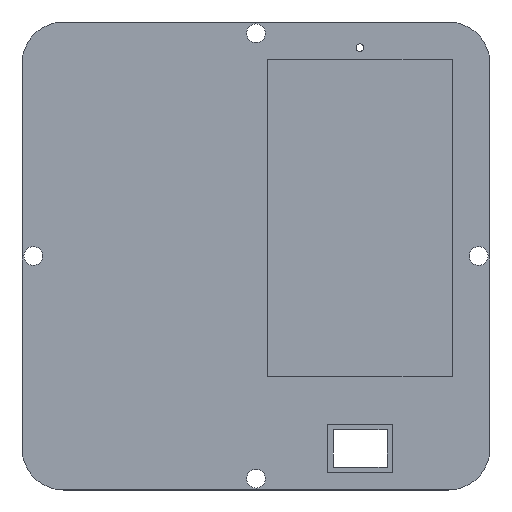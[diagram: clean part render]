
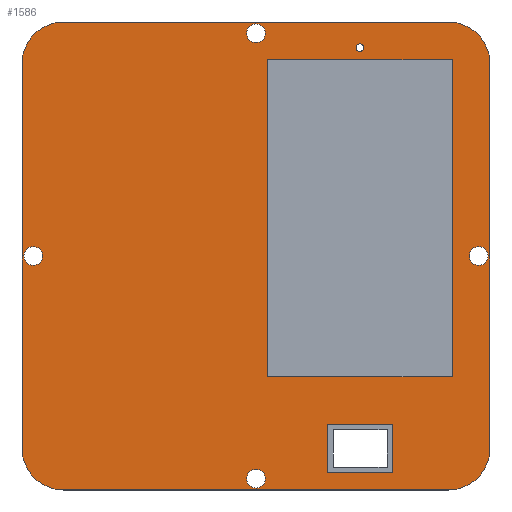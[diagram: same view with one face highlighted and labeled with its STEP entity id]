
A CAD part, top view. The second image highlights one B-rep face of the part: STEP entity #1586.
In plain terms, the highlighted planar face has unit normal (0, 0, 1).
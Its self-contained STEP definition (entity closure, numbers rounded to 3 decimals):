
#27=FACE_BOUND('',#235,.T.);
#28=FACE_BOUND('',#236,.T.);
#29=FACE_BOUND('',#237,.T.);
#30=FACE_BOUND('',#238,.T.);
#31=FACE_BOUND('',#239,.T.);
#32=FACE_BOUND('',#240,.T.);
#33=FACE_BOUND('',#241,.T.);
#67=PLANE('',#1715);
#142=FACE_OUTER_BOUND('',#234,.T.);
#234=EDGE_LOOP('',(#1199,#1200,#1201,#1202,#1203,#1204,#1205,#1206));
#235=EDGE_LOOP('',(#1207));
#236=EDGE_LOOP('',(#1208));
#237=EDGE_LOOP('',(#1209));
#238=EDGE_LOOP('',(#1210));
#239=EDGE_LOOP('',(#1211));
#240=EDGE_LOOP('',(#1212,#1213,#1214,#1215));
#241=EDGE_LOOP('',(#1216,#1217,#1218,#1219));
#360=LINE('',#2359,#538);
#362=LINE('',#2363,#540);
#364=LINE('',#2367,#542);
#366=LINE('',#2370,#544);
#369=LINE('',#2379,#547);
#371=LINE('',#2383,#549);
#372=LINE('',#2387,#550);
#373=LINE('',#2391,#551);
#374=LINE('',#2395,#552);
#375=LINE('',#2397,#553);
#376=LINE('',#2399,#554);
#377=LINE('',#2400,#555);
#538=VECTOR('',#1915,10.);
#540=VECTOR('',#1919,10.);
#542=VECTOR('',#1923,10.);
#544=VECTOR('',#1927,10.);
#547=VECTOR('',#1936,10.);
#549=VECTOR('',#1940,10.);
#550=VECTOR('',#1943,10.);
#551=VECTOR('',#1946,10.);
#552=VECTOR('',#1949,10.);
#553=VECTOR('',#1950,10.);
#554=VECTOR('',#1951,10.);
#555=VECTOR('',#1952,10.);
#686=CIRCLE('',#1671,1.);
#698=CIRCLE('',#1690,2.5);
#701=CIRCLE('',#1695,2.5);
#704=CIRCLE('',#1700,2.5);
#707=CIRCLE('',#1705,2.5);
#709=CIRCLE('',#1713,11.);
#710=CIRCLE('',#1716,11.);
#711=CIRCLE('',#1717,11.);
#712=CIRCLE('',#1718,11.);
#730=VERTEX_POINT('',#2249);
#758=VERTEX_POINT('',#2318);
#761=VERTEX_POINT('',#2328);
#764=VERTEX_POINT('',#2338);
#767=VERTEX_POINT('',#2348);
#769=VERTEX_POINT('',#2356);
#770=VERTEX_POINT('',#2358);
#771=VERTEX_POINT('',#2362);
#772=VERTEX_POINT('',#2366);
#773=VERTEX_POINT('',#2372);
#774=VERTEX_POINT('',#2373);
#775=VERTEX_POINT('',#2378);
#776=VERTEX_POINT('',#2382);
#777=VERTEX_POINT('',#2384);
#778=VERTEX_POINT('',#2386);
#779=VERTEX_POINT('',#2388);
#780=VERTEX_POINT('',#2390);
#781=VERTEX_POINT('',#2393);
#782=VERTEX_POINT('',#2394);
#783=VERTEX_POINT('',#2396);
#784=VERTEX_POINT('',#2398);
#879=EDGE_CURVE('',#730,#730,#686,.T.);
#913=EDGE_CURVE('',#758,#758,#698,.T.);
#918=EDGE_CURVE('',#761,#761,#701,.T.);
#923=EDGE_CURVE('',#764,#764,#704,.T.);
#928=EDGE_CURVE('',#767,#767,#707,.T.);
#932=EDGE_CURVE('',#770,#769,#360,.T.);
#934=EDGE_CURVE('',#771,#770,#362,.T.);
#936=EDGE_CURVE('',#772,#771,#364,.T.);
#938=EDGE_CURVE('',#769,#772,#366,.T.);
#939=EDGE_CURVE('',#773,#774,#709,.T.);
#942=EDGE_CURVE('',#775,#774,#369,.T.);
#944=EDGE_CURVE('',#773,#776,#371,.T.);
#945=EDGE_CURVE('',#777,#776,#710,.T.);
#946=EDGE_CURVE('',#777,#778,#372,.T.);
#947=EDGE_CURVE('',#779,#778,#711,.T.);
#948=EDGE_CURVE('',#779,#780,#373,.T.);
#949=EDGE_CURVE('',#775,#780,#712,.T.);
#950=EDGE_CURVE('',#781,#782,#374,.T.);
#951=EDGE_CURVE('',#782,#783,#375,.T.);
#952=EDGE_CURVE('',#783,#784,#376,.T.);
#953=EDGE_CURVE('',#784,#781,#377,.T.);
#1199=ORIENTED_EDGE('',*,*,#939,.F.);
#1200=ORIENTED_EDGE('',*,*,#944,.T.);
#1201=ORIENTED_EDGE('',*,*,#945,.F.);
#1202=ORIENTED_EDGE('',*,*,#946,.T.);
#1203=ORIENTED_EDGE('',*,*,#947,.F.);
#1204=ORIENTED_EDGE('',*,*,#948,.T.);
#1205=ORIENTED_EDGE('',*,*,#949,.F.);
#1206=ORIENTED_EDGE('',*,*,#942,.T.);
#1207=ORIENTED_EDGE('',*,*,#879,.T.);
#1208=ORIENTED_EDGE('',*,*,#913,.T.);
#1209=ORIENTED_EDGE('',*,*,#918,.T.);
#1210=ORIENTED_EDGE('',*,*,#923,.T.);
#1211=ORIENTED_EDGE('',*,*,#928,.T.);
#1212=ORIENTED_EDGE('',*,*,#936,.T.);
#1213=ORIENTED_EDGE('',*,*,#934,.T.);
#1214=ORIENTED_EDGE('',*,*,#932,.T.);
#1215=ORIENTED_EDGE('',*,*,#938,.T.);
#1216=ORIENTED_EDGE('',*,*,#950,.T.);
#1217=ORIENTED_EDGE('',*,*,#951,.T.);
#1218=ORIENTED_EDGE('',*,*,#952,.T.);
#1219=ORIENTED_EDGE('',*,*,#953,.T.);
#1586=ADVANCED_FACE('',(#142,#27,#28,#29,#30,#31,#32,#33),#67,.T.);
#1671=AXIS2_PLACEMENT_3D('',#2251,#1809,#1810);
#1690=AXIS2_PLACEMENT_3D('',#2320,#1869,#1870);
#1695=AXIS2_PLACEMENT_3D('',#2330,#1881,#1882);
#1700=AXIS2_PLACEMENT_3D('',#2340,#1893,#1894);
#1705=AXIS2_PLACEMENT_3D('',#2350,#1905,#1906);
#1713=AXIS2_PLACEMENT_3D('',#2374,#1930,#1931);
#1715=AXIS2_PLACEMENT_3D('',#2381,#1938,#1939);
#1716=AXIS2_PLACEMENT_3D('',#2385,#1941,#1942);
#1717=AXIS2_PLACEMENT_3D('',#2389,#1944,#1945);
#1718=AXIS2_PLACEMENT_3D('',#2392,#1947,#1948);
#1809=DIRECTION('center_axis',(0.,0.,-1.));
#1810=DIRECTION('ref_axis',(1.,0.,0.));
#1869=DIRECTION('center_axis',(0.,0.,-1.));
#1870=DIRECTION('ref_axis',(1.,0.,0.));
#1881=DIRECTION('center_axis',(0.,0.,-1.));
#1882=DIRECTION('ref_axis',(1.,0.,0.));
#1893=DIRECTION('center_axis',(0.,0.,-1.));
#1894=DIRECTION('ref_axis',(1.,0.,0.));
#1905=DIRECTION('center_axis',(0.,0.,-1.));
#1906=DIRECTION('ref_axis',(1.,0.,0.));
#1915=DIRECTION('',(0.,-1.,0.));
#1919=DIRECTION('',(1.,0.,0.));
#1923=DIRECTION('',(0.,1.,0.));
#1927=DIRECTION('',(-1.,0.,0.));
#1930=DIRECTION('center_axis',(0.,0.,-1.));
#1931=DIRECTION('ref_axis',(-0.707,0.707,0.));
#1936=DIRECTION('',(-1.,0.,0.));
#1938=DIRECTION('center_axis',(0.,0.,1.));
#1939=DIRECTION('ref_axis',(1.,0.,0.));
#1940=DIRECTION('',(0.,-1.,0.));
#1941=DIRECTION('center_axis',(0.,0.,-1.));
#1942=DIRECTION('ref_axis',(-0.707,-0.707,0.));
#1943=DIRECTION('',(1.,0.,0.));
#1944=DIRECTION('center_axis',(0.,0.,-1.));
#1945=DIRECTION('ref_axis',(0.707,-0.707,0.));
#1946=DIRECTION('',(0.,1.,0.));
#1947=DIRECTION('center_axis',(0.,0.,-1.));
#1948=DIRECTION('ref_axis',(0.707,0.707,0.));
#1949=DIRECTION('',(-1.,0.,0.));
#1950=DIRECTION('',(0.,1.,0.));
#1951=DIRECTION('',(1.,0.,0.));
#1952=DIRECTION('',(0.,-1.,0.));
#2249=CARTESIAN_POINT('',(26.5,55.2,2.));
#2251=CARTESIAN_POINT('Origin',(27.5,55.2,2.));
#2318=CARTESIAN_POINT('',(56.5,0.,2.));
#2320=CARTESIAN_POINT('Origin',(59.,0.,2.));
#2328=CARTESIAN_POINT('',(-61.5,0.,2.));
#2330=CARTESIAN_POINT('Origin',(-59.,0.,2.));
#2338=CARTESIAN_POINT('',(-2.5,59.,2.));
#2340=CARTESIAN_POINT('Origin',(0.,59.,2.));
#2348=CARTESIAN_POINT('',(-2.5,-59.,2.));
#2350=CARTESIAN_POINT('Origin',(0.,-59.,2.));
#2356=CARTESIAN_POINT('',(36.25,-57.453,2.));
#2358=CARTESIAN_POINT('',(36.25,-44.553,2.));
#2359=CARTESIAN_POINT('',(36.25,-22.276,2.));
#2362=CARTESIAN_POINT('',(18.95,-44.553,2.));
#2363=CARTESIAN_POINT('',(9.475,-44.553,2.));
#2366=CARTESIAN_POINT('',(18.95,-57.453,2.));
#2367=CARTESIAN_POINT('',(18.95,-28.726,2.));
#2370=CARTESIAN_POINT('',(18.125,-57.453,2.));
#2372=CARTESIAN_POINT('',(-62.,51.,2.));
#2373=CARTESIAN_POINT('',(-51.,62.,2.));
#2374=CARTESIAN_POINT('Origin',(-51.,51.,2.));
#2378=CARTESIAN_POINT('',(51.,62.,2.));
#2379=CARTESIAN_POINT('',(-62.,62.,2.));
#2381=CARTESIAN_POINT('Origin',(0.,0.,2.));
#2382=CARTESIAN_POINT('',(-62.,-51.,2.));
#2383=CARTESIAN_POINT('',(-62.,-62.,2.));
#2384=CARTESIAN_POINT('',(-51.,-62.,2.));
#2385=CARTESIAN_POINT('Origin',(-51.,-51.,2.));
#2386=CARTESIAN_POINT('',(51.,-62.,2.));
#2387=CARTESIAN_POINT('',(62.,-62.,2.));
#2388=CARTESIAN_POINT('',(62.,-51.,2.));
#2389=CARTESIAN_POINT('Origin',(51.,-51.,2.));
#2390=CARTESIAN_POINT('',(62.,51.,2.));
#2391=CARTESIAN_POINT('',(62.,62.,2.));
#2392=CARTESIAN_POINT('Origin',(51.,51.,2.));
#2393=CARTESIAN_POINT('',(52.,-32.,2.));
#2394=CARTESIAN_POINT('',(3.,-32.,2.));
#2395=CARTESIAN_POINT('',(52.,-32.,2.));
#2396=CARTESIAN_POINT('',(3.,52.,2.));
#2397=CARTESIAN_POINT('',(3.,-32.,2.));
#2398=CARTESIAN_POINT('',(52.,52.,2.));
#2399=CARTESIAN_POINT('',(3.,52.,2.));
#2400=CARTESIAN_POINT('',(52.,52.,2.));
